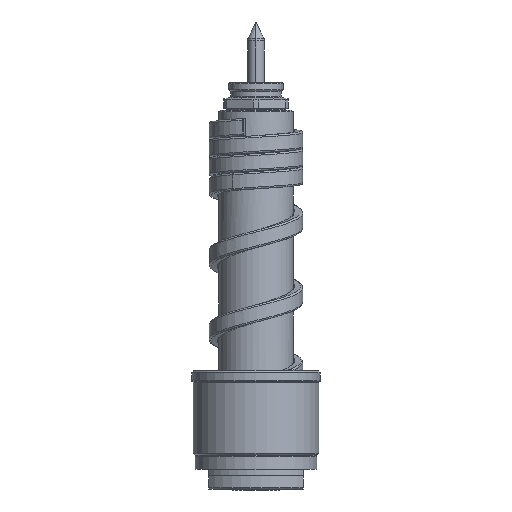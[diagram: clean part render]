
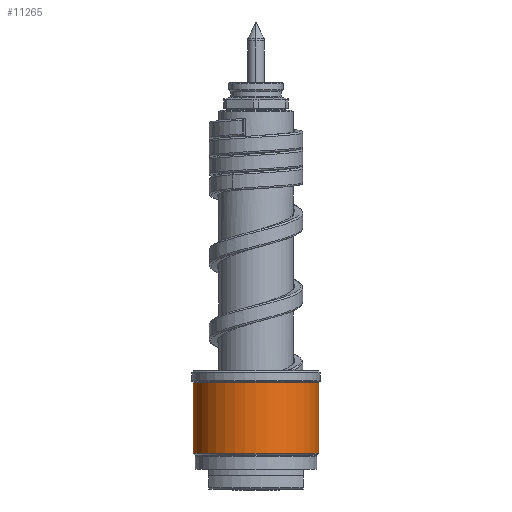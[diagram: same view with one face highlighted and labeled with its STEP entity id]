
A CAD part, front view. The second image highlights one B-rep face of the part: STEP entity #11265.
In plain terms, the highlighted cylindrical face has radius 18.5 mm (diameter 37 mm), a partial arc.
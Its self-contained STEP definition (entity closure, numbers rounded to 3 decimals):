
#3259=CARTESIAN_POINT('',(0.,0.,10.583));
#3260=DIRECTION('',(0.,0.,1.));
#3261=DIRECTION('',(-1.,0.,0.));
#3262=AXIS2_PLACEMENT_3D('',#3259,#3260,#3261);
#3264=DIRECTION('',(0.,0.,-1.));
#3265=VECTOR('',#3264,20.834);
#3266=CARTESIAN_POINT('',(-18.5,0.,31.417));
#3267=LINE('',#3266,#3265);
#3268=CARTESIAN_POINT('',(0.,0.,31.417));
#3269=DIRECTION('',(0.,0.,1.));
#3270=DIRECTION('',(-1.,0.,0.));
#3271=AXIS2_PLACEMENT_3D('',#3268,#3269,#3270);
#3273=DIRECTION('',(0.,0.,-1.));
#3274=VECTOR('',#3273,20.834);
#3275=CARTESIAN_POINT('',(18.5,0.,31.417));
#3276=LINE('',#3275,#3274);
#6418=CARTESIAN_POINT('',(18.5,0.,31.417));
#6419=CARTESIAN_POINT('',(-18.5,0.,31.417));
#6420=VERTEX_POINT('',#6418);
#6421=VERTEX_POINT('',#6419);
#6444=CARTESIAN_POINT('',(18.5,0.,10.583));
#6445=VERTEX_POINT('',#6444);
#6446=CARTESIAN_POINT('',(-18.5,0.,10.583));
#6447=VERTEX_POINT('',#6446);
#11253=CARTESIAN_POINT('',(0.,0.,8.75));
#11254=DIRECTION('',(0.,0.,1.));
#11255=DIRECTION('',(-1.,0.,0.));
#11256=AXIS2_PLACEMENT_3D('',#11253,#11254,#11255);
#11257=CYLINDRICAL_SURFACE('',#11256,18.5);
#11258=ORIENTED_EDGE('',*,*,#9284,.F.);
#11259=ORIENTED_EDGE('',*,*,#9265,.F.);
#11261=ORIENTED_EDGE('',*,*,#11260,.T.);
#11262=ORIENTED_EDGE('',*,*,#9261,.T.);
#11263=EDGE_LOOP('',(#11258,#11259,#11261,#11262));
#11264=FACE_OUTER_BOUND('',#11263,.F.);
#3263=CIRCLE('',#3262,18.5);
#3272=CIRCLE('',#3271,18.5);
#9261=EDGE_CURVE('',#6420,#6445,#3276,.T.);
#9265=EDGE_CURVE('',#6421,#6447,#3267,.T.);
#9284=EDGE_CURVE('',#6447,#6445,#3263,.T.);
#11260=EDGE_CURVE('',#6421,#6420,#3272,.T.);
#11265=ADVANCED_FACE('',(#11264),#11257,.T.);
